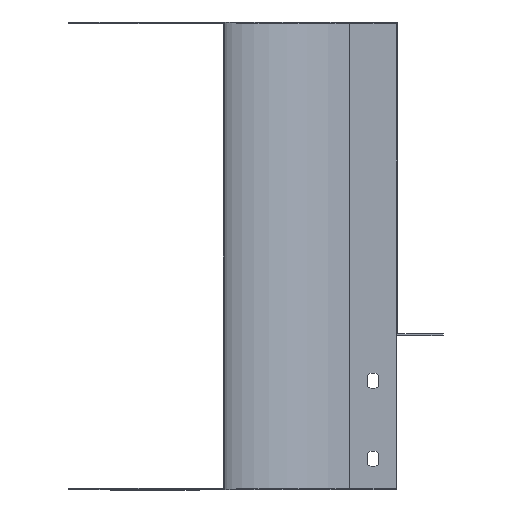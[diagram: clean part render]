
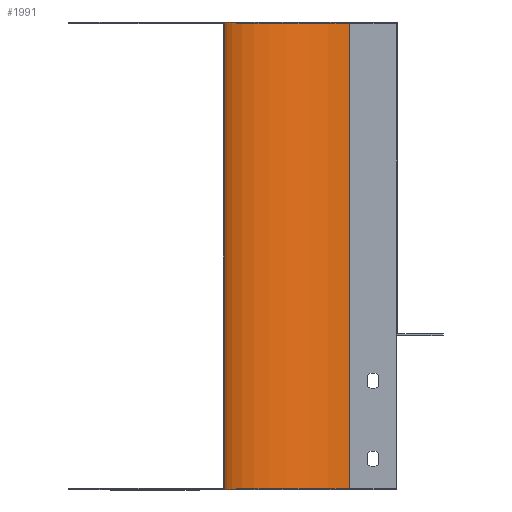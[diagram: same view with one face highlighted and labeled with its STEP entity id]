
A CAD part, left-side view. The second image highlights one B-rep face of the part: STEP entity #1991.
In plain terms, the highlighted cylindrical face has radius 80 mm (diameter 160 mm), a partial arc.
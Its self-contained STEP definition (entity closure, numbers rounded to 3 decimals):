
#241 = CIRCLE ( 'NONE', #852, 80. ) ;
#243 = LINE ( 'NONE', #976, #245 ) ;
#244 = CIRCLE ( 'NONE', #853, 80. ) ;
#245 = VECTOR ( 'NONE', #977, 1000. ) ;
#310 = LINE ( 'NONE', #1064, #312 ) ;
#312 = VECTOR ( 'NONE', #1080, 1000. ) ;
#556 = CARTESIAN_POINT ( 'NONE',  ( 0., 30., 1. ) ) ;
#558 = CARTESIAN_POINT ( 'NONE',  ( 0., 30., -299. ) ) ;
#635 = DIRECTION ( 'NONE',  ( -1., 0., 0. ) ) ;
#639 = DIRECTION ( 'NONE',  ( 0., 0., -1. ) ) ;
#653 = CARTESIAN_POINT ( 'NONE',  ( -80., 30., 1. ) ) ;
#795 = AXIS2_PLACEMENT_3D ( 'NONE', #653, #639, #635 ) ;
#852 = AXIS2_PLACEMENT_3D ( 'NONE', #982, #983, #984 ) ;
#853 = AXIS2_PLACEMENT_3D ( 'NONE', #988, #989, #990 ) ;
#976 = CARTESIAN_POINT ( 'NONE',  ( 0., 30., 1. ) ) ;
#977 = DIRECTION ( 'NONE',  ( 0., 0., -1. ) ) ;
#982 = CARTESIAN_POINT ( 'NONE',  ( -80., 30., 1. ) ) ;
#983 = DIRECTION ( 'NONE',  ( 0., 0., -1. ) ) ;
#984 = DIRECTION ( 'NONE',  ( -1., 0., 0. ) ) ;
#988 = CARTESIAN_POINT ( 'NONE',  ( -80., 30., -299. ) ) ;
#989 = DIRECTION ( 'NONE',  ( 0., 0., -1. ) ) ;
#990 = DIRECTION ( 'NONE',  ( -1., 0., 0. ) ) ;
#1064 = CARTESIAN_POINT ( 'NONE',  ( -80., 110., 1. ) ) ;
#1080 = DIRECTION ( 'NONE',  ( 0., 0., -1. ) ) ;
#1437 = FACE_OUTER_BOUND ( 'NONE', #2194, .T. ) ;
#1438 = CYLINDRICAL_SURFACE ( 'NONE', #795, 80. ) ;
#1625 = ORIENTED_EDGE ( 'NONE', *, *, #2351, .T. ) ;
#1626 = ORIENTED_EDGE ( 'NONE', *, *, #2311, .T. ) ;
#1627 = ORIENTED_EDGE ( 'NONE', *, *, #2310, .F. ) ;
#1628 = ORIENTED_EDGE ( 'NONE', *, *, #2309, .F. ) ;
#1972 = VERTEX_POINT ( 'NONE', #2720 ) ;
#1980 = VERTEX_POINT ( 'NONE', #2731 ) ;
#1991 = ADVANCED_FACE ( 'NONE', ( #1437 ), #1438, .F. ) ;
#2047 = VERTEX_POINT ( 'NONE', #558 ) ;
#2049 = VERTEX_POINT ( 'NONE', #556 ) ;
#2194 = EDGE_LOOP ( 'NONE', ( #1625, #1626, #1627, #1628 ) ) ;
#2309 = EDGE_CURVE ( 'NONE', #1972, #2049, #241, .T. ) ;
#2310 = EDGE_CURVE ( 'NONE', #2049, #2047, #243, .T. ) ;
#2311 = EDGE_CURVE ( 'NONE', #1980, #2047, #244, .T. ) ;
#2351 = EDGE_CURVE ( 'NONE', #1972, #1980, #310, .T. ) ;
#2720 = CARTESIAN_POINT ( 'NONE',  ( -80., 110., 1. ) ) ;
#2731 = CARTESIAN_POINT ( 'NONE',  ( -80., 110., -299. ) ) ;
